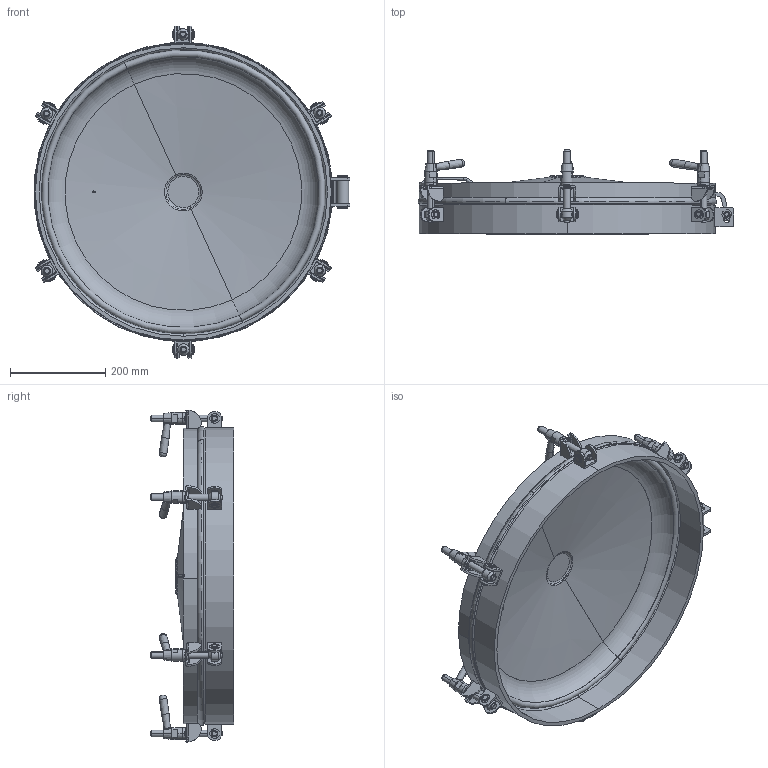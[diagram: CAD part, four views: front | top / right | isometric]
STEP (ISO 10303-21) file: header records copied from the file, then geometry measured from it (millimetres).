
FILE_DESCRIPTION (( 'STEP AP203' ), '1' );
FILE_NAME ('porte complete p22-266.STEP', '2010-12-20T15:27:36', ( 'BE' ), ( 'BOYER SA' ), 'SwSTEP 2.0', 'SolidWorks 2008', '' );
FILE_SCHEMA (( 'CONFIG_CONTROL_DESIGN' ));
Length unit declared in the file: millimetre
Products named in the file (17): PTR2 6L BR D6 150 (0620200003)_Défaut; GU14 6L BR YD 122 90 135  (0610300003)_Défaut; U5  4L BR U122    27  34  30 (0640800012)_Défaut; PROB 6L BR P 02 627 (0710100072) _Défaut; MA1 06 BR YD 14 51 EMB INOX (0750200054)assemblage_Défaut; MA1 06 BR YD 14 51 EMB INOX (0750200054)( element bague clipse)_Défaut; porte complete p22-266; CARO 6L PO SP 08 604 60 (0720100117)_Défaut; HBAG 4L BR M5 (0690600003) _Défaut; PSDO 4L PO S 05 40 40 (0660900015) _Défaut; RPRO 4L BR SP 08 604 30 (0710500013)_Défaut; joint pour p22-266_Défaut; CHAP 4L BR L 37 (0630100004)_Défaut; MA1 06 BR YD 14 51 EMB INOX (0750200054)_Défaut; AXE 04 BR D12 39 46  (0650100000)_Défaut; AXE 04 BR D12 63 70  (0650100021)_Défaut; CLIP 6L PO D10 50650300002起D嶨aut
Assembly tree (55 placements, depth 3):
  porte complete p22-266
    GU14 6L BR YD 122 90 135  (0610300003)_Défaut  x6
    CHAP 4L BR L 37 (0630100004)_Défaut  x6
    U5  4L BR U122    27  34  30 (0640800012)_Défaut  x6
    MA1 06 BR YD 14 51 EMB INOX (0750200054)assemblage_Défaut  x6
      MA1 06 BR YD 14 51 EMB INOX (0750200054)_Défaut
      MA1 06 BR YD 14 51 EMB INOX (0750200054)( element bague clipse)_Défaut
    PSDO 4L PO S 05 40 40 (0660900015) _Défaut  x2
    RPRO 4L BR SP 08 604 30 (0710500013)_Défaut
    HBAG 4L BR M5 (0690600003) _Défaut
    CLIP 6L PO D10 50650300002起D嶨aut  x14
    AXE 04 BR D12 39 46  (0650100000)_Défaut  x6
    PTR2 6L BR D6 150 (0620200003)_Défaut
    PROB 6L BR P 02 627 (0710100072) _Défaut
    joint pour p22-266_Défaut
    CARO 6L PO SP 08 604 60 (0720100117)_Défaut
    AXE 04 BR D12 63 70  (0650100021)_Défaut
Bounding box: 661.53 x 175 x 695.4 mm (x, y, z)
Volume: 2952874.2 mm3; surface area: 1473325.3 mm2
Topology: 59 solids, 59 shells, 1310 faces, 3108 edges, 1960 vertices
Faces by surface type: cylinder 539, plane 483, cone 132, torus 130, bspline 14, sphere 12
Entity records: 11985 total; most frequent: CARTESIAN_POINT 2273, DIRECTION 1642, ORIENTED_EDGE 1298, AXIS2_PLACEMENT_3D 686, EDGE_CURVE 649, VERTEX_POINT 401, CIRCLE 342, EDGE_LOOP 320
